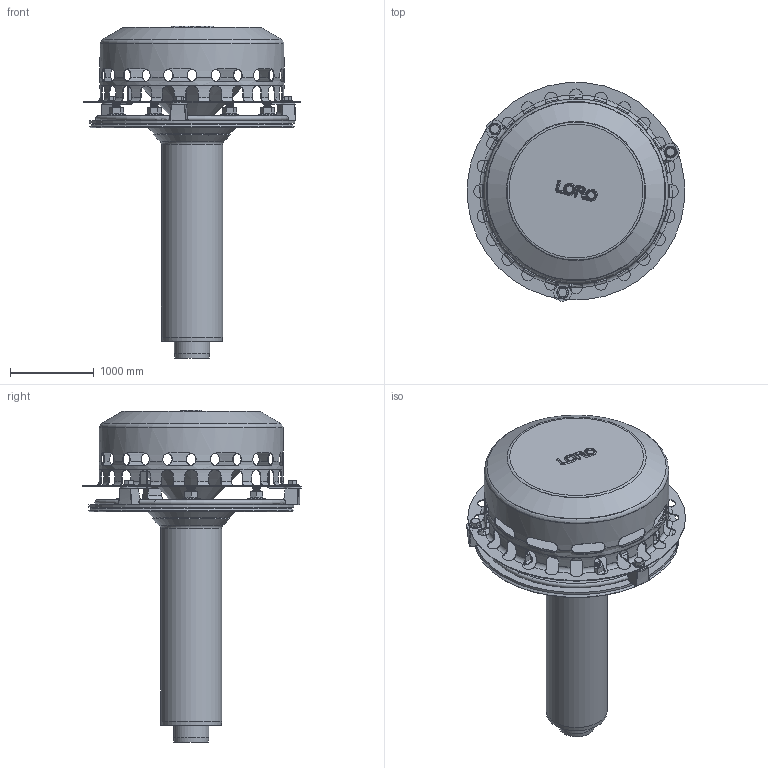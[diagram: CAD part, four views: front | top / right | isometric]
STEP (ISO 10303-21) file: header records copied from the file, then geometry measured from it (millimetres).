
FILE_DESCRIPTION(/* description */ (''),/* implementation_level */ '2;1');
FILE_NAME(/* name */ '21539.070X_3D.stp',/* time_stamp */ '2024-12-12T08:44:33+01:00',/* author */ ('CAD'),/* organization */ (''),/* preprocessor_version */ 'ST-DEVELOPER v20',/* originating_system */ 'AutoCAD Mechanical',/* authorisation */ '');
FILE_SCHEMA (('AUTOMOTIVE_DESIGN { 1 0 10303 214 3 1 1 }'));
Length unit declared in the file: centimetre
Products named in the file (9): Product; Wehrstutzen DN 40; KORB; Losflansch DN70; *U4; *U3; *U6; *U5; *S7
Assembly tree (15 placements, depth 3):
  Product
    Wehrstutzen DN 40
    KORB
    Losflansch DN70
    *U4
      *U3  x3
    *U6
      *U5  x6
    *S7
Bounding box: 2590.15 x 2609.36 x 3962.5 mm (x, y, z)
Volume: 707212353.5 mm3; surface area: 70569479 mm2
Topology: 31 solids, 31 shells, 1054 faces, 2608 edges, 1582 vertices
Faces by surface type: plane 305, cylinder 299, cone 298, torus 98, bspline 51, sphere 3
Full cylindrical faces by diameter (mm): 60 x3, 70 x6, 80 x18, 100 x6, 105 x2, 130 x6, 160 x6, 390 x1, 420 x1, 706 x1, 730 x1, 1250 x1, 1305.147 x1, 2130 x1, 2180 x2, 2200 x2, 2450 x1, 2600 x1
Entity records: 33865 total; most frequent: CARTESIAN_POINT 12360, DIRECTION 4488, ORIENTED_EDGE 4482, EDGE_CURVE 2241, AXIS2_PLACEMENT_3D 1822, VERTEX_POINT 1355, EDGE_LOOP 984, FACE_OUTER_BOUND 901
